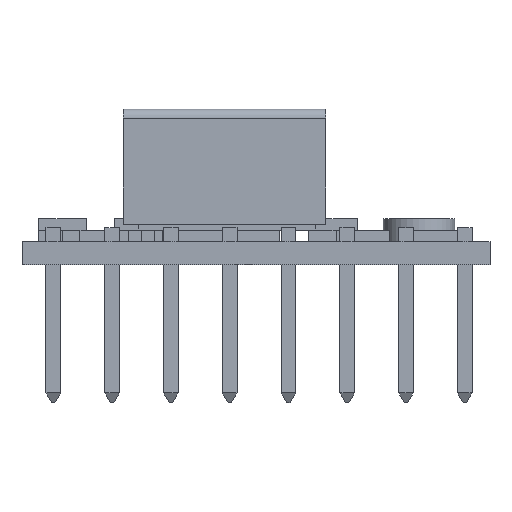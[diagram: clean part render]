
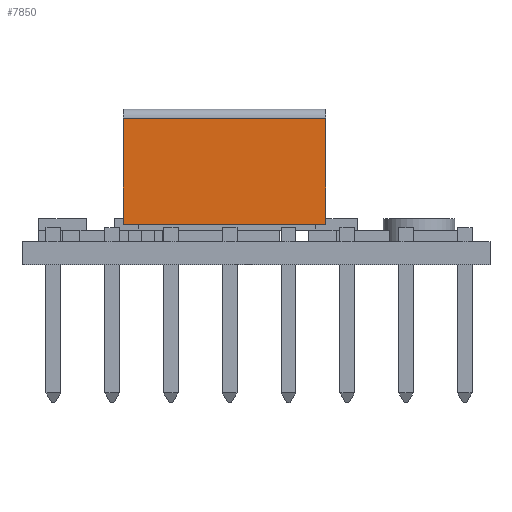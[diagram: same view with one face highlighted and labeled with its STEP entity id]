
A CAD part, front view. The second image highlights one B-rep face of the part: STEP entity #7850.
In plain terms, the highlighted planar face has unit normal (0, -1, 0).
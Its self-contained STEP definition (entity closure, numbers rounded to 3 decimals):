
#7310=CARTESIAN_POINT('Vertex',(22.885,-37.834,11.479)) ;
#7313=CARTESIAN_POINT('Line Origine',(18.485,-37.834,11.479)) ;
#7317=CARTESIAN_POINT('Vertex',(14.085,-37.834,11.479)) ;
#7347=CARTESIAN_POINT('Vertex',(22.885,-37.834,16.079)) ;
#7363=CARTESIAN_POINT('Vertex',(14.085,-37.834,16.079)) ;
#7366=CARTESIAN_POINT('Line Origine',(18.485,-37.834,16.079)) ;
#7563=CARTESIAN_POINT('Line Origine',(14.085,-37.834,13.779)) ;
#7605=CARTESIAN_POINT('Line Origine',(22.885,-37.834,13.779)) ;
#7839=CARTESIAN_POINT('Axis2P3D Location',(22.885,-37.834,11.229)) ;
#7314=DIRECTION('Vector Direction',(-1.,0.,0.)) ;
#7367=DIRECTION('Vector Direction',(1.,0.,0.)) ;
#7564=DIRECTION('Vector Direction',(0.,0.,1.)) ;
#7606=DIRECTION('Vector Direction',(0.,0.,1.)) ;
#7840=DIRECTION('Axis2P3D Direction',(0.,1.,0.)) ;
#7841=DIRECTION('Axis2P3D XDirection',(-1.,0.,0.)) ;
#7842=AXIS2_PLACEMENT_3D('Plane Axis2P3D',#7839,#7840,#7841) ;
#7845=ORIENTED_EDGE('',*,*,#7370,.F.) ;
#7846=ORIENTED_EDGE('',*,*,#7567,.F.) ;
#7847=ORIENTED_EDGE('',*,*,#7319,.T.) ;
#7848=ORIENTED_EDGE('',*,*,#7609,.T.) ;
#7315=VECTOR('Line Direction',#7314,1.) ;
#7368=VECTOR('Line Direction',#7367,1.) ;
#7565=VECTOR('Line Direction',#7564,1.) ;
#7607=VECTOR('Line Direction',#7606,1.) ;
#7850=ADVANCED_FACE('Body.3',(#7849),#7843,.F.) ;
#7319=EDGE_CURVE('',#7318,#7311,#7316,.F.) ;
#7370=EDGE_CURVE('',#7364,#7348,#7369,.T.) ;
#7567=EDGE_CURVE('',#7318,#7364,#7566,.T.) ;
#7609=EDGE_CURVE('',#7311,#7348,#7608,.T.) ;
#7844=EDGE_LOOP('',(#7845,#7846,#7847,#7848)) ;
#7849=FACE_OUTER_BOUND('',#7844,.T.) ;
#7316=LINE('Line',#7313,#7315) ;
#7369=LINE('Line',#7366,#7368) ;
#7566=LINE('Line',#7563,#7565) ;
#7608=LINE('Line',#7605,#7607) ;
#7843=PLANE('Plane',#7842) ;
#7311=VERTEX_POINT('',#7310) ;
#7318=VERTEX_POINT('',#7317) ;
#7348=VERTEX_POINT('',#7347) ;
#7364=VERTEX_POINT('',#7363) ;
